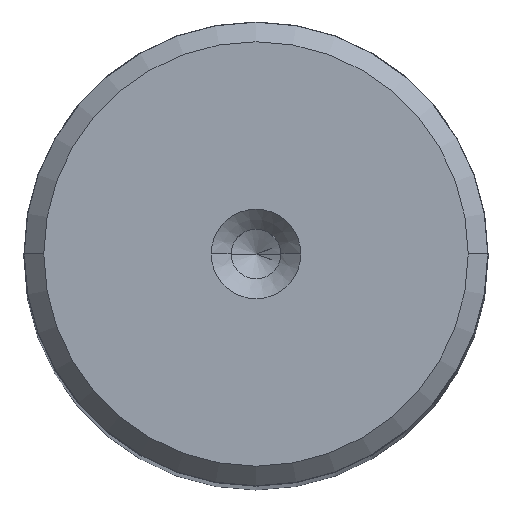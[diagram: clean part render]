
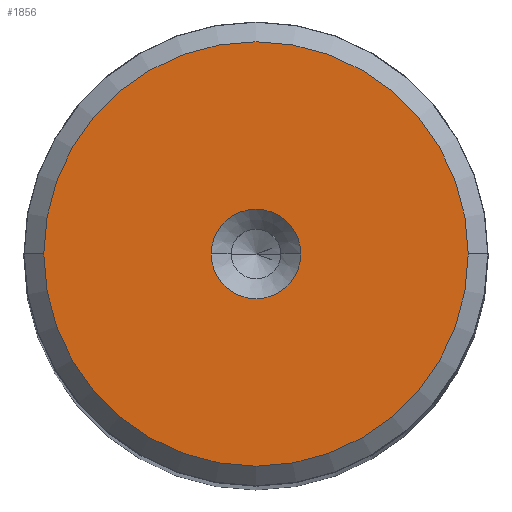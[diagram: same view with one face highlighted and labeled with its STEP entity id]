
A CAD part, top view. The second image highlights one B-rep face of the part: STEP entity #1856.
In plain terms, the highlighted planar face has unit normal (0, 0, 1).
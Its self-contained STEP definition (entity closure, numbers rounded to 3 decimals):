
#74 = DIRECTION ( 'NONE',  ( 1., 0., 0. ) ) ;
#193 = DIRECTION ( 'NONE',  ( 0., 0., 1. ) ) ;
#247 = EDGE_CURVE ( 'NONE', #2228, #1760, #1603, .T. ) ;
#433 = CARTESIAN_POINT ( 'NONE',  ( 0., 0., 140. ) ) ;
#505 = EDGE_LOOP ( 'NONE', ( #1430, #1198 ) ) ;
#560 = CARTESIAN_POINT ( 'NONE',  ( 0., 0., 140. ) ) ;
#589 = CARTESIAN_POINT ( 'NONE',  ( 2.7, 0., 140. ) ) ;
#640 = DIRECTION ( 'NONE',  ( 0., 0., 1. ) ) ;
#665 = EDGE_CURVE ( 'NONE', #1366, #2337, #1472, .T. ) ;
#792 = AXIS2_PLACEMENT_3D ( 'NONE', #433, #640, #1032 ) ;
#1032 = DIRECTION ( 'NONE',  ( 1., 0., 0. ) ) ;
#1099 = CARTESIAN_POINT ( 'NONE',  ( 0., 0., 140. ) ) ;
#1181 = CARTESIAN_POINT ( 'NONE',  ( -12.812, 0., 140. ) ) ;
#1198 = ORIENTED_EDGE ( 'NONE', *, *, #247, .T. ) ;
#1202 = FACE_BOUND ( 'NONE', #1817, .T. ) ;
#1211 = CARTESIAN_POINT ( 'NONE',  ( 0., 0., 140. ) ) ;
#1279 = DIRECTION ( 'NONE',  ( 0., 0., 1. ) ) ;
#1313 = DIRECTION ( 'NONE',  ( 0., 0., 1. ) ) ;
#1366 = VERTEX_POINT ( 'NONE', #2323 ) ;
#1430 = ORIENTED_EDGE ( 'NONE', *, *, #2043, .T. ) ;
#1472 = CIRCLE ( 'NONE', #2457, 2.7 ) ;
#1478 = AXIS2_PLACEMENT_3D ( 'NONE', #1099, #1313, #74 ) ;
#1494 = CARTESIAN_POINT ( 'NONE',  ( 0., 0., 140. ) ) ;
#1530 = ORIENTED_EDGE ( 'NONE', *, *, #665, .F. ) ;
#1579 = ORIENTED_EDGE ( 'NONE', *, *, #2281, .F. ) ;
#1603 = CIRCLE ( 'NONE', #2062, 12.812 ) ;
#1630 = DIRECTION ( 'NONE',  ( 1., 0., 0. ) ) ;
#1718 = AXIS2_PLACEMENT_3D ( 'NONE', #560, #2406, #2194 ) ;
#1760 = VERTEX_POINT ( 'NONE', #1181 ) ;
#1817 = EDGE_LOOP ( 'NONE', ( #1579, #1530 ) ) ;
#1826 = FACE_OUTER_BOUND ( 'NONE', #505, .T. ) ;
#1856 = ADVANCED_FACE ( 'NONE', ( #1202, #1826 ), #2430, .T. ) ;
#1923 = DIRECTION ( 'NONE',  ( 1., 0., 0. ) ) ;
#2043 = EDGE_CURVE ( 'NONE', #1760, #2228, #2107, .T. ) ;
#2062 = AXIS2_PLACEMENT_3D ( 'NONE', #1211, #193, #1630 ) ;
#2107 = CIRCLE ( 'NONE', #1478, 12.812 ) ;
#2194 = DIRECTION ( 'NONE',  ( 1., 0., 0. ) ) ;
#2228 = VERTEX_POINT ( 'NONE', #2432 ) ;
#2281 = EDGE_CURVE ( 'NONE', #2337, #1366, #2373, .T. ) ;
#2323 = CARTESIAN_POINT ( 'NONE',  ( -2.7, 0., 140. ) ) ;
#2337 = VERTEX_POINT ( 'NONE', #589 ) ;
#2373 = CIRCLE ( 'NONE', #792, 2.7 ) ;
#2406 = DIRECTION ( 'NONE',  ( 0., 0., 1. ) ) ;
#2430 = PLANE ( 'NONE',  #1718 ) ;
#2432 = CARTESIAN_POINT ( 'NONE',  ( 12.812, 0., 140. ) ) ;
#2457 = AXIS2_PLACEMENT_3D ( 'NONE', #1494, #1279, #1923 ) ;
